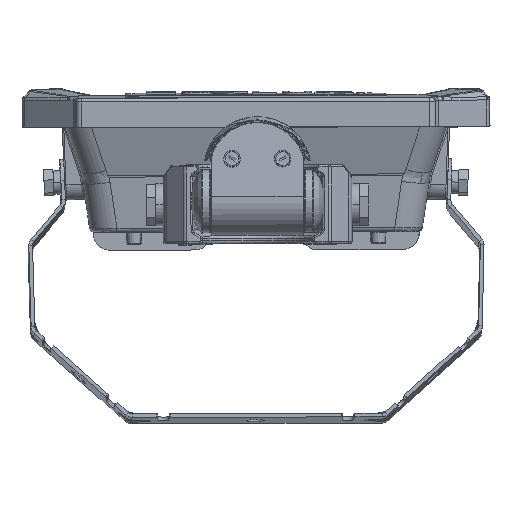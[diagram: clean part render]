
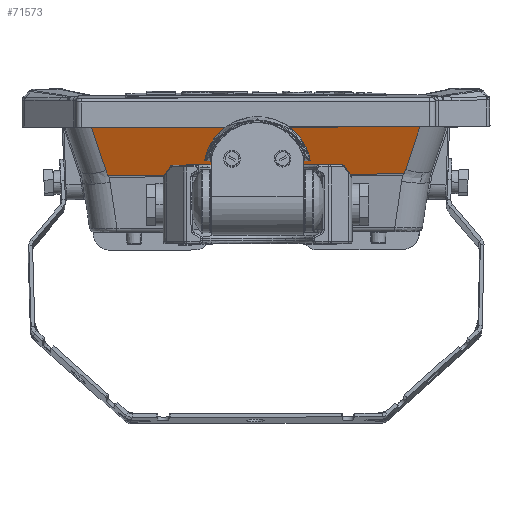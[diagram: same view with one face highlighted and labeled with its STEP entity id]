
A CAD part, front view. The second image highlights one B-rep face of the part: STEP entity #71573.
In plain terms, the highlighted planar face has unit normal (-0.004, -0.947, -0.32).
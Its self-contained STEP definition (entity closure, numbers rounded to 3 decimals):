
#64122=CARTESIAN_POINT('Vertex',(205.923,47.224,-43.294)) ;
#64126=CARTESIAN_POINT('Control Point',(205.923,47.224,-43.294)) ;
#64127=CARTESIAN_POINT('Control Point',(205.77,47.379,-43.751)) ;
#64128=CARTESIAN_POINT('Control Point',(205.616,47.536,-44.207)) ;
#64129=CARTESIAN_POINT('Control Point',(205.465,47.685,-44.666)) ;
#64130=CARTESIAN_POINT('Control Point',(205.31,47.846,-45.121)) ;
#64131=CARTESIAN_POINT('Control Point',(205.157,47.999,-45.579)) ;
#64132=CARTESIAN_POINT('Vertex',(205.157,47.999,-45.579)) ;
#64166=CARTESIAN_POINT('Line Origine',(131.414,48.432,-45.999)) ;
#64170=CARTESIAN_POINT('Vertex',(44.901,48.941,-46.491)) ;
#65269=CARTESIAN_POINT('Control Point',(44.877,48.916,-46.418)) ;
#65270=CARTESIAN_POINT('Control Point',(44.885,48.924,-46.443)) ;
#65271=CARTESIAN_POINT('Control Point',(44.893,48.932,-46.467)) ;
#65272=CARTESIAN_POINT('Control Point',(44.901,48.94,-46.491)) ;
#65273=CARTESIAN_POINT('Vertex',(44.877,48.916,-46.418)) ;
#65277=CARTESIAN_POINT('Control Point',(43.999,48.044,-43.827)) ;
#65278=CARTESIAN_POINT('Control Point',(44.175,48.219,-44.345)) ;
#65279=CARTESIAN_POINT('Control Point',(44.351,48.395,-44.863)) ;
#65280=CARTESIAN_POINT('Control Point',(44.525,48.565,-45.382)) ;
#65281=CARTESIAN_POINT('Control Point',(44.701,48.742,-45.9)) ;
#65282=CARTESIAN_POINT('Control Point',(44.877,48.916,-46.418)) ;
#65283=CARTESIAN_POINT('Vertex',(43.999,48.044,-43.827)) ;
#71497=CARTESIAN_POINT('Vertex',(213.653,39.401,-20.216)) ;
#71500=CARTESIAN_POINT('Line Origine',(216.184,36.84,-12.661)) ;
#71547=CARTESIAN_POINT('Axis2P3D Location',(20.416,26.678,19.725)) ;
#71552=CARTESIAN_POINT('Line Origine',(124.863,39.785,-20.314)) ;
#71556=CARTESIAN_POINT('Vertex',(36.074,40.169,-20.412)) ;
#71559=CARTESIAN_POINT('Line Origine',(40.037,44.107,-32.119)) ;
#64167=DIRECTION('Vector Direction',(-1.,0.006,-0.006)) ;
#71501=DIRECTION('Vector Direction',(-0.302,0.306,-0.903)) ;
#71548=DIRECTION('Axis2P3D Direction',(-0.004,-0.947,-0.32)) ;
#71549=DIRECTION('Axis2P3D XDirection',(1.,-0.005,0.004)) ;
#71553=DIRECTION('Vector Direction',(1.,-0.004,0.001)) ;
#71560=DIRECTION('Vector Direction',(0.305,0.304,-0.903)) ;
#71550=AXIS2_PLACEMENT_3D('Plane Axis2P3D',#71547,#71548,#71549) ;
#71565=ORIENTED_EDGE('',*,*,#65275,.T.) ;
#71566=ORIENTED_EDGE('',*,*,#64172,.T.) ;
#71567=ORIENTED_EDGE('',*,*,#64134,.F.) ;
#71568=ORIENTED_EDGE('',*,*,#71504,.F.) ;
#71569=ORIENTED_EDGE('',*,*,#71558,.T.) ;
#71570=ORIENTED_EDGE('',*,*,#71563,.T.) ;
#71571=ORIENTED_EDGE('',*,*,#65285,.T.) ;
#64168=VECTOR('Line Direction',#64167,1.) ;
#71502=VECTOR('Line Direction',#71501,1.) ;
#71554=VECTOR('Line Direction',#71553,1.) ;
#71561=VECTOR('Line Direction',#71560,1.) ;
#71573=ADVANCED_FACE('Body',(#71572),#71551,.T.) ;
#64125=B_SPLINE_CURVE_WITH_KNOTS('',5,(#64126,#64127,#64128,#64129,#64130,#64131),.UNSPECIFIED.,.F.,.U.,(6,6),(33.934,36.465),.UNSPECIFIED.) ;
#65268=B_SPLINE_CURVE_WITH_KNOTS('',3,(#65269,#65270,#65271,#65272),.UNSPECIFIED.,.F.,.U.,(4,4),(66.035,66.122),.UNSPECIFIED.) ;
#65276=B_SPLINE_CURVE_WITH_KNOTS('',5,(#65277,#65278,#65279,#65280,#65281,#65282),.UNSPECIFIED.,.F.,.U.,(6,6),(33.723,36.594),.UNSPECIFIED.) ;
#64134=EDGE_CURVE('',#64123,#64133,#64125,.T.) ;
#64172=EDGE_CURVE('',#64171,#64133,#64169,.F.) ;
#65275=EDGE_CURVE('',#65274,#64171,#65268,.T.) ;
#65285=EDGE_CURVE('',#65284,#65274,#65276,.T.) ;
#71504=EDGE_CURVE('',#71498,#64123,#71503,.T.) ;
#71558=EDGE_CURVE('',#71498,#71557,#71555,.F.) ;
#71563=EDGE_CURVE('',#71557,#65284,#71562,.T.) ;
#71564=EDGE_LOOP('',(#71565,#71566,#71567,#71568,#71569,#71570,#71571)) ;
#71572=FACE_OUTER_BOUND('',#71564,.T.) ;
#64169=LINE('Line',#64166,#64168) ;
#71503=LINE('Line',#71500,#71502) ;
#71555=LINE('Line',#71552,#71554) ;
#71562=LINE('Line',#71559,#71561) ;
#71551=PLANE('',#71550) ;
#64123=VERTEX_POINT('',#64122) ;
#64133=VERTEX_POINT('',#64132) ;
#64171=VERTEX_POINT('',#64170) ;
#65274=VERTEX_POINT('',#65273) ;
#65284=VERTEX_POINT('',#65283) ;
#71498=VERTEX_POINT('',#71497) ;
#71557=VERTEX_POINT('',#71556) ;
